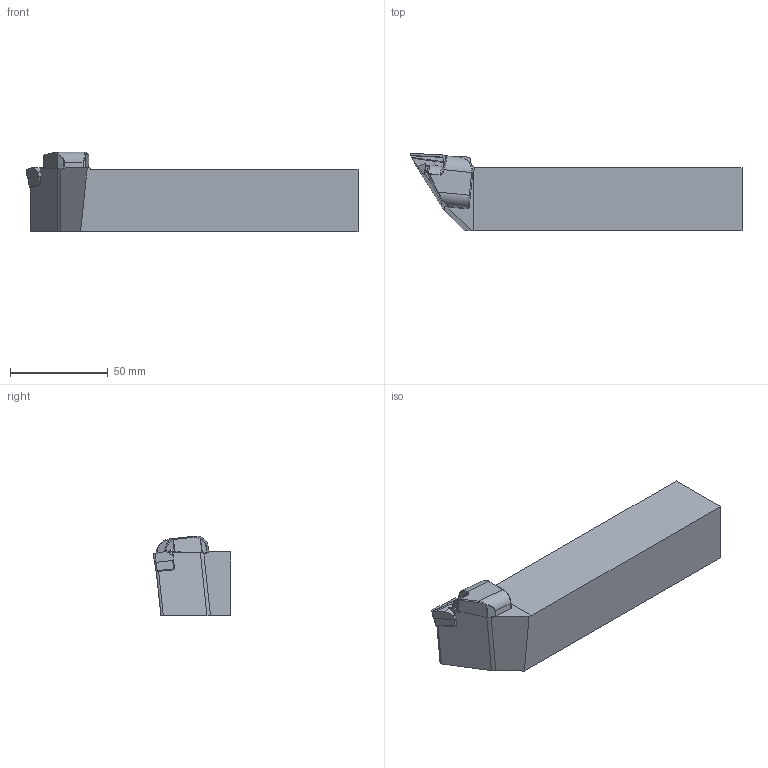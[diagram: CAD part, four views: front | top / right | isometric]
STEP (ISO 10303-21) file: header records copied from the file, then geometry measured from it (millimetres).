
FILE_DESCRIPTION (( 'STEP AP214' ), '1' );
FILE_NAME ('CKJNL-3232-P16-LIGHT.STP', '2023-10-27T06:30:34', ( '' ), ( '' ), 'SwSTEP 2.0', 'SolidWorks 2018', '' );
FILE_SCHEMA (( 'AUTOMOTIVE_DESIGN' ));
Length unit declared in the file: millimetre
Products named in the file (1): CKJNL-3232-P16-LIGHT
Bounding box: 169.53 x 39.45 x 40.71 mm (x, y, z)
Volume: 164861.6 mm3; surface area: 24384.8 mm2
Topology: 2 solids, 3 shells, 159 faces, 426 edges, 266 vertices
Faces by surface type: plane 88, cylinder 40, bspline 21, cone 8, torus 2
Entity records: 9312 total; most frequent: CARTESIAN_POINT 3885, ORIENTED_EDGE 844, DIRECTION 647, EDGE_CURVE 422, VERTEX_POINT 266, VECTOR 261, LINE 261, AXIS2_PLACEMENT_3D 193
